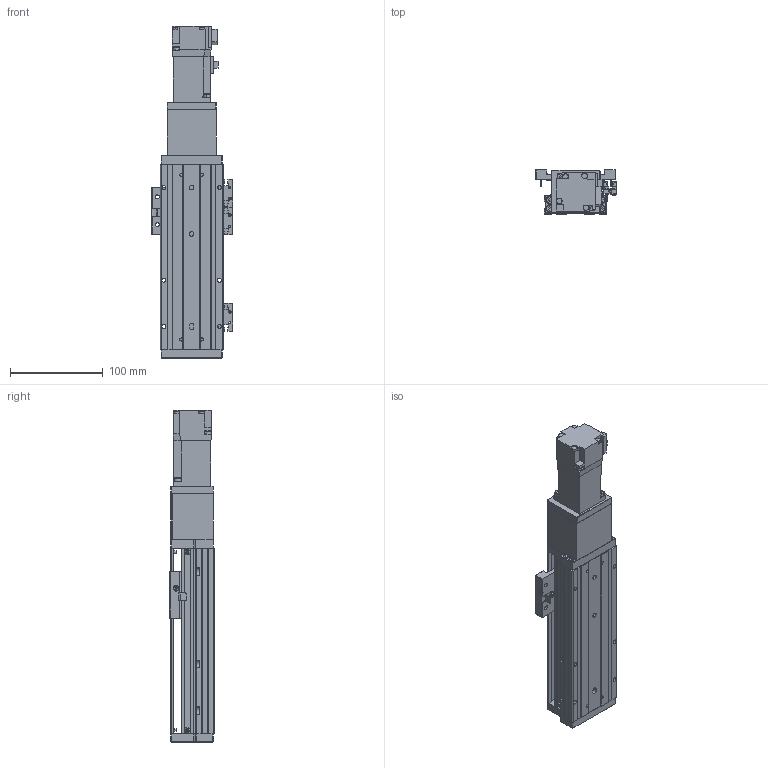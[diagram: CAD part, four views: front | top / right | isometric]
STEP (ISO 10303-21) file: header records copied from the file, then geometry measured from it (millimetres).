
FILE_DESCRIPTION (( 'STEP AP203' ), '1' );
FILE_NAME ('KTHA60-100-BC-M10-C4L.step', '2022-03-19T07:17:47', ( '微软用户' ), ( '微软中国' ), 'SwSTEP 2.0', 'SolidWorks 2020', '' );
FILE_SCHEMA (( 'CONFIG_CONTROL_DESIGN' ));
Length unit declared in the file: millimetre
Products named in the file (18): EE_SX911P_R; CTHA60-006; CTHA60-017; CTHA60-013; KTHA60-001_200; CTHA60-021; CTHA60-027; KTHA60-004; GBT 70.1-M4×16; HG-KR13（三菱）; KTHA60-005; GBT77-2000M3-3; KTHA60-002; GB¨uT 70.2-M3¡Á5_M3¡Á6; GBT 70.1-M3℅6; KTHA60-100-BC-M10-C4L; GBT 70.3-M3℅6; CTHA60-016
Assembly tree (52 placements, depth 2):
  KTHA60-100-BC-M10-C4L
    KTHA60-001_200
    KTHA60-004
    KTHA60-005
    GB¨uT 70.2-M3¡Á5_M3¡Á6  x6
    GBT 70.3-M3℅6  x6
    EE_SX911P_R  x3
    CTHA60-017  x3
    CTHA60-021  x2
    GBT 70.1-M4×16  x10
    GBT77-2000M3-3  x6
    GBT 70.1-M3℅6  x6
    CTHA60-016  x2
    CTHA60-006
    CTHA60-013
    CTHA60-027
    HG-KR13（三菱）
    KTHA60-002
Bounding box: 87.72 x 48 x 358.6 mm (x, y, z)
Volume: 663238.5 mm3; surface area: 180723.6 mm2
Topology: 55 solids, 55 shells, 2121 faces, 4986 edges, 3048 vertices
Faces by surface type: plane 1241, cylinder 484, cone 292, torus 88, sphere 16
Entity records: 32890 total; most frequent: CARTESIAN_POINT 5380, DIRECTION 5224, ORIENTED_EDGE 4984, EDGE_CURVE 2492, VECTOR 1790, LINE 1790, AXIS2_PLACEMENT_3D 1717, VERTEX_POINT 1561
